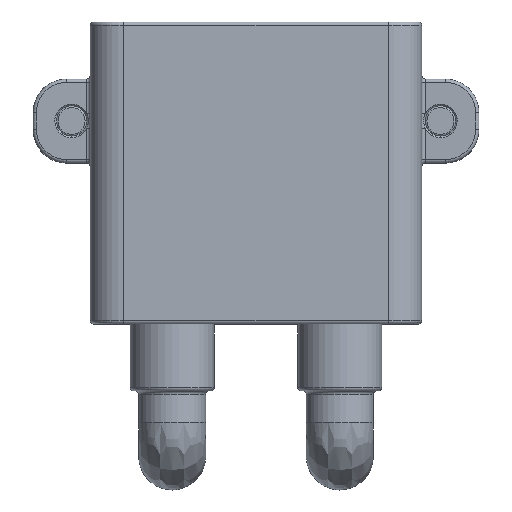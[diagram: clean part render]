
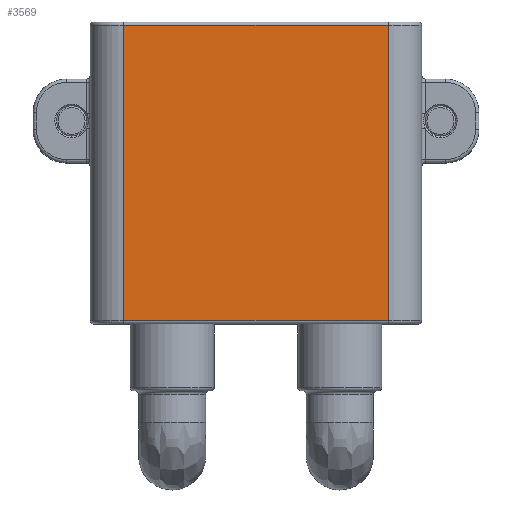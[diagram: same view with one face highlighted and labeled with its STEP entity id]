
A CAD part, top view. The second image highlights one B-rep face of the part: STEP entity #3569.
In plain terms, the highlighted planar face has unit normal (0, 0, 1).
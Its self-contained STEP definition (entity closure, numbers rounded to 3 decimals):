
#112=PLANE('',#3884);
#238=FACE_OUTER_BOUND('',#472,.T.);
#472=EDGE_LOOP('',(#2461,#2462,#2463,#2464));
#733=LINE('',#5806,#979);
#734=LINE('',#5808,#980);
#735=LINE('',#5810,#981);
#736=LINE('',#5811,#982);
#979=VECTOR('',#4512,1000.);
#980=VECTOR('',#4513,1000.);
#981=VECTOR('',#4514,1000.);
#982=VECTOR('',#4515,1000.);
#1522=VERTEX_POINT('',#5804);
#1523=VERTEX_POINT('',#5805);
#1524=VERTEX_POINT('',#5807);
#1525=VERTEX_POINT('',#5809);
#1872=EDGE_CURVE('',#1522,#1523,#733,.T.);
#1873=EDGE_CURVE('',#1523,#1524,#734,.T.);
#1874=EDGE_CURVE('',#1524,#1525,#735,.T.);
#1875=EDGE_CURVE('',#1525,#1522,#736,.T.);
#2461=ORIENTED_EDGE('',*,*,#1872,.T.);
#2462=ORIENTED_EDGE('',*,*,#1873,.T.);
#2463=ORIENTED_EDGE('',*,*,#1874,.T.);
#2464=ORIENTED_EDGE('',*,*,#1875,.T.);
#3569=ADVANCED_FACE('',(#238),#112,.T.);
#3884=AXIS2_PLACEMENT_3D('',#5803,#4510,#4511);
#4510=DIRECTION('center_axis',(0.,0.,1.));
#4511=DIRECTION('ref_axis',(0.,1.,0.));
#4512=DIRECTION('',(0.,-1.,0.));
#4513=DIRECTION('',(1.,0.,0.));
#4514=DIRECTION('',(0.,1.,0.));
#4515=DIRECTION('',(-1.,0.,0.));
#5803=CARTESIAN_POINT('Origin',(0.,-2.475,4.9));
#5804=CARTESIAN_POINT('',(-3.95,4.4,4.9));
#5805=CARTESIAN_POINT('',(-3.95,-4.4,4.9));
#5806=CARTESIAN_POINT('',(-3.95,-4.5,4.9));
#5807=CARTESIAN_POINT('',(3.95,-4.4,4.9));
#5808=CARTESIAN_POINT('',(3.95,-4.4,4.9));
#5809=CARTESIAN_POINT('',(3.95,4.4,4.9));
#5810=CARTESIAN_POINT('',(3.95,4.5,4.9));
#5811=CARTESIAN_POINT('',(-3.95,4.4,4.9));
